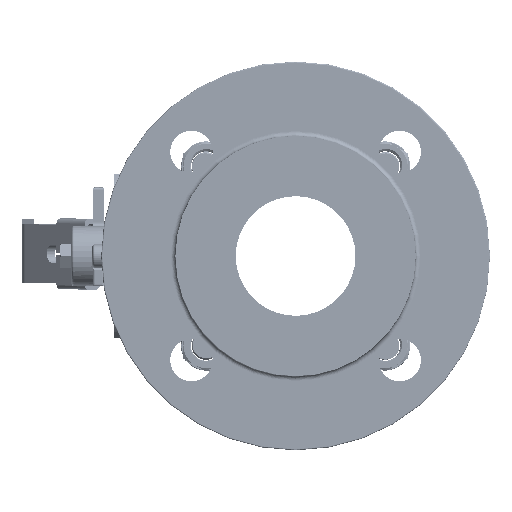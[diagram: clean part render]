
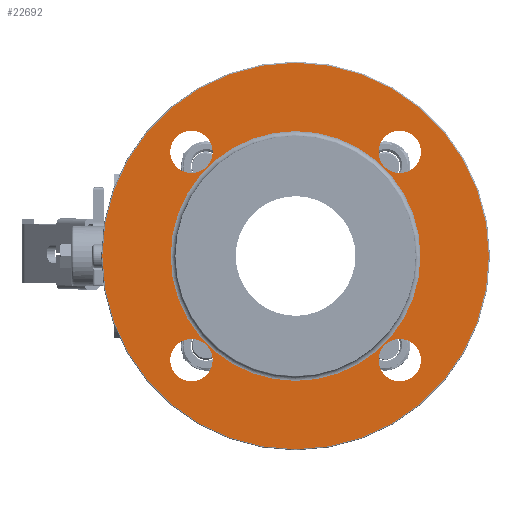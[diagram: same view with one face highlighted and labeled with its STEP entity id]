
A CAD part, left-side view. The second image highlights one B-rep face of the part: STEP entity #22692.
In plain terms, the highlighted face is planar.
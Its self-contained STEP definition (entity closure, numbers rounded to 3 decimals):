
#626 = AXIS2_PLACEMENT_3D ( 'NONE', #63000, #30897, #68357 ) ;
#634 = CIRCLE ( 'NONE', #37843, 82. ) ;
#1053 = AXIS2_PLACEMENT_3D ( 'NONE', #14051, #51456, #19409 ) ;
#1197 = VERTEX_POINT ( 'NONE', #28999 ) ;
#1521 = ORIENTED_EDGE ( 'NONE', *, *, #30559, .T. ) ;
#1765 = EDGE_CURVE ( 'NONE', #43298, #1197, #33869, .T. ) ;
#1861 = CIRCLE ( 'NONE', #59114, 53. ) ;
#2471 = DIRECTION ( 'NONE',  ( 0., 0., 1. ) ) ;
#3024 = EDGE_CURVE ( 'NONE', #33308, #52665, #6265, .T. ) ;
#3388 = FACE_BOUND ( 'NONE', #48476, .T. ) ;
#4235 = EDGE_CURVE ( 'NONE', #19290, #67256, #17795, .T. ) ;
#4276 = ORIENTED_EDGE ( 'NONE', *, *, #21051, .T. ) ;
#4350 = CARTESIAN_POINT ( 'NONE',  ( 35.194, 44.194, -65.4 ) ) ;
#5071 = FACE_BOUND ( 'NONE', #58287, .T. ) ;
#5365 = DIRECTION ( 'NONE',  ( 1., 0., 0. ) ) ;
#5910 = DIRECTION ( 'NONE',  ( 0., 0., -1. ) ) ;
#6251 = CIRCLE ( 'NONE', #1053, 9. ) ;
#6265 = CIRCLE ( 'NONE', #45532, 9. ) ;
#6988 = EDGE_LOOP ( 'NONE', ( #1521, #25355 ) ) ;
#7132 = EDGE_CURVE ( 'NONE', #48510, #36717, #30616, .T. ) ;
#7420 = CARTESIAN_POINT ( 'NONE',  ( 53., 0., -65.4 ) ) ;
#7439 = CARTESIAN_POINT ( 'NONE',  ( -35.194, -44.194, -65.4 ) ) ;
#8387 = ORIENTED_EDGE ( 'NONE', *, *, #4235, .T. ) ;
#9450 = AXIS2_PLACEMENT_3D ( 'NONE', #47074, #68621, #36546 ) ;
#10068 = EDGE_CURVE ( 'NONE', #19944, #14765, #6251, .T. ) ;
#11386 = EDGE_CURVE ( 'NONE', #52665, #33308, #51255, .T. ) ;
#14051 = CARTESIAN_POINT ( 'NONE',  ( 44.194, 44.194, -65.4 ) ) ;
#14723 = CARTESIAN_POINT ( 'NONE',  ( 0., 0., -65.4 ) ) ;
#14765 = VERTEX_POINT ( 'NONE', #64284 ) ;
#15049 = CARTESIAN_POINT ( 'NONE',  ( -44.194, -44.194, -65.4 ) ) ;
#16891 = DIRECTION ( 'NONE',  ( 0., 0., 1. ) ) ;
#17551 = FACE_BOUND ( 'NONE', #21378, .T. ) ;
#17795 = CIRCLE ( 'NONE', #63076, 9. ) ;
#19290 = VERTEX_POINT ( 'NONE', #7439 ) ;
#19409 = DIRECTION ( 'NONE',  ( 1., 0., 0. ) ) ;
#19944 = VERTEX_POINT ( 'NONE', #4350 ) ;
#20094 = DIRECTION ( 'NONE',  ( 1., 0., 0. ) ) ;
#20428 = DIRECTION ( 'NONE',  ( 1., 0., 0. ) ) ;
#20524 = EDGE_LOOP ( 'NONE', ( #54444, #31908 ) ) ;
#21051 = EDGE_CURVE ( 'NONE', #44057, #67904, #1861, .T. ) ;
#21073 = DIRECTION ( 'NONE',  ( 0., 0., -1. ) ) ;
#21154 = CARTESIAN_POINT ( 'NONE',  ( -53., 0., -65.4 ) ) ;
#21269 = ORIENTED_EDGE ( 'NONE', *, *, #22678, .T. ) ;
#21378 = EDGE_LOOP ( 'NONE', ( #52984, #55673 ) ) ;
#22219 = CARTESIAN_POINT ( 'NONE',  ( 82., 0., -65.4 ) ) ;
#22424 = CARTESIAN_POINT ( 'NONE',  ( 44.194, -44.194, -65.4 ) ) ;
#22678 = EDGE_CURVE ( 'NONE', #67256, #19290, #33421, .T. ) ;
#22680 = CARTESIAN_POINT ( 'NONE',  ( 35.194, -44.194, -65.4 ) ) ;
#22692 = ADVANCED_FACE ( 'NONE', ( #31726, #36784, #17551, #3388, #5071, #58579 ), #31150, .F. ) ;
#24450 = CIRCLE ( 'NONE', #53893, 9. ) ;
#24492 = CARTESIAN_POINT ( 'NONE',  ( -53.194, 44.194, -65.4 ) ) ;
#24531 = CARTESIAN_POINT ( 'NONE',  ( -53.194, -44.194, -65.4 ) ) ;
#25355 = ORIENTED_EDGE ( 'NONE', *, *, #7132, .T. ) ;
#27639 = DIRECTION ( 'NONE',  ( 0., 0., 1. ) ) ;
#27785 = DIRECTION ( 'NONE',  ( 1., 0., 0. ) ) ;
#28999 = CARTESIAN_POINT ( 'NONE',  ( -35.194, 44.194, -65.4 ) ) ;
#30410 = DIRECTION ( 'NONE',  ( 0., 0., 1. ) ) ;
#30559 = EDGE_CURVE ( 'NONE', #36717, #48510, #634, .T. ) ;
#30616 = CIRCLE ( 'NONE', #56020, 82. ) ;
#30897 = DIRECTION ( 'NONE',  ( 0., 0., 1. ) ) ;
#31150 = PLANE ( 'NONE',  #9450 ) ;
#31726 = FACE_BOUND ( 'NONE', #54848, .T. ) ;
#31908 = ORIENTED_EDGE ( 'NONE', *, *, #10068, .T. ) ;
#33144 = CARTESIAN_POINT ( 'NONE',  ( 53.194, -44.194, -65.4 ) ) ;
#33308 = VERTEX_POINT ( 'NONE', #33144 ) ;
#33421 = CIRCLE ( 'NONE', #68082, 9. ) ;
#33869 = CIRCLE ( 'NONE', #61667, 9. ) ;
#34403 = CARTESIAN_POINT ( 'NONE',  ( -44.194, -44.194, -65.4 ) ) ;
#35892 = CARTESIAN_POINT ( 'NONE',  ( -44.194, 44.194, -65.4 ) ) ;
#36262 = CARTESIAN_POINT ( 'NONE',  ( -82., 0., -65.4 ) ) ;
#36500 = EDGE_CURVE ( 'NONE', #1197, #43298, #60440, .T. ) ;
#36546 = DIRECTION ( 'NONE',  ( 1., 0., 0. ) ) ;
#36717 = VERTEX_POINT ( 'NONE', #22219 ) ;
#36784 = FACE_OUTER_BOUND ( 'NONE', #6988, .T. ) ;
#37312 = DIRECTION ( 'NONE',  ( 0., 0., 1. ) ) ;
#37843 = AXIS2_PLACEMENT_3D ( 'NONE', #37851, #5910, #43247 ) ;
#37851 = CARTESIAN_POINT ( 'NONE',  ( 0., 0., -65.4 ) ) ;
#38817 = EDGE_CURVE ( 'NONE', #67904, #44057, #41751, .T. ) ;
#39787 = DIRECTION ( 'NONE',  ( 1., 0., 0. ) ) ;
#41751 = CIRCLE ( 'NONE', #45344, 53. ) ;
#43247 = DIRECTION ( 'NONE',  ( 1., 0., 0. ) ) ;
#43298 = VERTEX_POINT ( 'NONE', #24492 ) ;
#44057 = VERTEX_POINT ( 'NONE', #7420 ) ;
#45117 = ORIENTED_EDGE ( 'NONE', *, *, #3024, .T. ) ;
#45344 = AXIS2_PLACEMENT_3D ( 'NONE', #14723, #52140, #20094 ) ;
#45532 = AXIS2_PLACEMENT_3D ( 'NONE', #22424, #59881, #27785 ) ;
#47074 = CARTESIAN_POINT ( 'NONE',  ( 0., 82.5, -65.4 ) ) ;
#48476 = EDGE_LOOP ( 'NONE', ( #8387, #21269 ) ) ;
#48510 = VERTEX_POINT ( 'NONE', #36262 ) ;
#48933 = CARTESIAN_POINT ( 'NONE',  ( 0., 0., -65.4 ) ) ;
#49777 = AXIS2_PLACEMENT_3D ( 'NONE', #62503, #30410, #67848 ) ;
#51255 = CIRCLE ( 'NONE', #626, 9. ) ;
#51456 = DIRECTION ( 'NONE',  ( 0., 0., 1. ) ) ;
#52108 = ORIENTED_EDGE ( 'NONE', *, *, #11386, .T. ) ;
#52140 = DIRECTION ( 'NONE',  ( 0., 0., 1. ) ) ;
#52474 = DIRECTION ( 'NONE',  ( 0., 0., 1. ) ) ;
#52665 = VERTEX_POINT ( 'NONE', #22680 ) ;
#52984 = ORIENTED_EDGE ( 'NONE', *, *, #36500, .T. ) ;
#53143 = CARTESIAN_POINT ( 'NONE',  ( 0., 0., -65.4 ) ) ;
#53893 = AXIS2_PLACEMENT_3D ( 'NONE', #59723, #27639, #65078 ) ;
#54332 = DIRECTION ( 'NONE',  ( 1., 0., 0. ) ) ;
#54444 = ORIENTED_EDGE ( 'NONE', *, *, #64033, .T. ) ;
#54848 = EDGE_LOOP ( 'NONE', ( #4276, #55997 ) ) ;
#55673 = ORIENTED_EDGE ( 'NONE', *, *, #1765, .T. ) ;
#55997 = ORIENTED_EDGE ( 'NONE', *, *, #38817, .T. ) ;
#56020 = AXIS2_PLACEMENT_3D ( 'NONE', #53143, #21073, #58531 ) ;
#58287 = EDGE_LOOP ( 'NONE', ( #45117, #52108 ) ) ;
#58531 = DIRECTION ( 'NONE',  ( 1., 0., 0. ) ) ;
#58579 = FACE_BOUND ( 'NONE', #20524, .T. ) ;
#59114 = AXIS2_PLACEMENT_3D ( 'NONE', #48933, #16891, #54332 ) ;
#59723 = CARTESIAN_POINT ( 'NONE',  ( 44.194, 44.194, -65.4 ) ) ;
#59881 = DIRECTION ( 'NONE',  ( 0., 0., 1. ) ) ;
#60440 = CIRCLE ( 'NONE', #49777, 9. ) ;
#61667 = AXIS2_PLACEMENT_3D ( 'NONE', #35892, #37312, #5365 ) ;
#62503 = CARTESIAN_POINT ( 'NONE',  ( -44.194, 44.194, -65.4 ) ) ;
#63000 = CARTESIAN_POINT ( 'NONE',  ( 44.194, -44.194, -65.4 ) ) ;
#63076 = AXIS2_PLACEMENT_3D ( 'NONE', #34403, #2471, #39787 ) ;
#64033 = EDGE_CURVE ( 'NONE', #14765, #19944, #24450, .T. ) ;
#64284 = CARTESIAN_POINT ( 'NONE',  ( 53.194, 44.194, -65.4 ) ) ;
#65078 = DIRECTION ( 'NONE',  ( 1., 0., 0. ) ) ;
#67256 = VERTEX_POINT ( 'NONE', #24531 ) ;
#67848 = DIRECTION ( 'NONE',  ( 1., 0., 0. ) ) ;
#67904 = VERTEX_POINT ( 'NONE', #21154 ) ;
#68082 = AXIS2_PLACEMENT_3D ( 'NONE', #15049, #52474, #20428 ) ;
#68357 = DIRECTION ( 'NONE',  ( 1., 0., 0. ) ) ;
#68621 = DIRECTION ( 'NONE',  ( 0., 0., 1. ) ) ;
